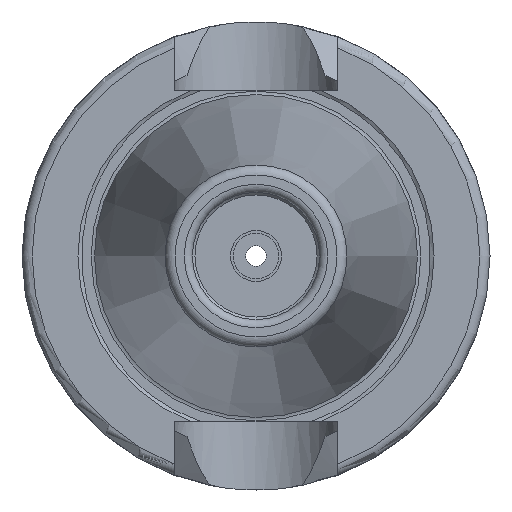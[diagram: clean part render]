
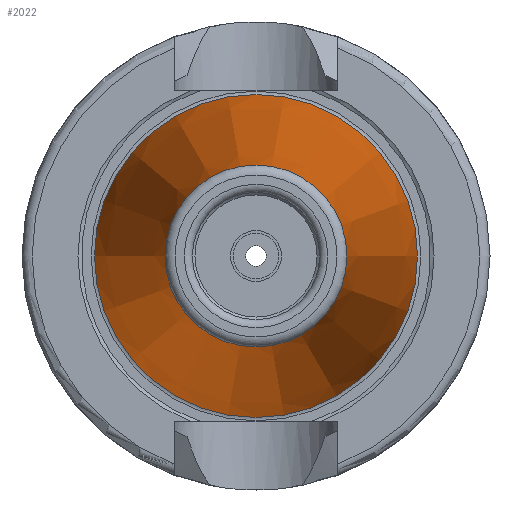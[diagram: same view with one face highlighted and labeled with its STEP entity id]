
A CAD part, left-side view. The second image highlights one B-rep face of the part: STEP entity #2022.
In plain terms, the highlighted conical face has half-angle 8.297 degrees and reference radius 12.408 mm.
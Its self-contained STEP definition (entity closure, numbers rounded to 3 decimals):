
#1988=CARTESIAN_POINT('',(-47.544,8.941,0.0));
#1989=VERTEX_POINT('',#1988);
#1990=CARTESIAN_POINT('',(-47.544,0.0,0.0));
#1991=DIRECTION('',(1.0,0.0,0.0));
#1992=DIRECTION('',(0.0,1.0,0.0));
#1993=AXIS2_PLACEMENT_3D('',#1990,#1991,#1992);
#1994=CIRCLE('',#1993,8.941);
#1995=EDGE_CURVE('',#1989,#1989,#1994,.T.);
#2003=CARTESIAN_POINT('',(-23.772,0.0,0.0));
#2004=DIRECTION('',(1.0,0.0,0.0));
#2005=DIRECTION('',(0.0,1.0,0.0));
#2006=AXIS2_PLACEMENT_3D('',#2003,#2004,#2005);
#2007=CONICAL_SURFACE('',#2006,12.408,8.297);
#2008=CARTESIAN_POINT('',(0.0,15.875,0.0));
#2009=VERTEX_POINT('',#2008);
#2010=CARTESIAN_POINT('',(0.0,0.0,0.0));
#2011=DIRECTION('',(1.0,0.0,0.0));
#2012=DIRECTION('',(0.0,1.0,0.0));
#2013=AXIS2_PLACEMENT_3D('',#2010,#2011,#2012);
#2014=CIRCLE('',#2013,15.875);
#2015=EDGE_CURVE('',#2009,#2009,#2014,.T.);
#2016=ORIENTED_EDGE('',*,*,#2015,.F.);
#2017=EDGE_LOOP('',(#2016));
#2018=FACE_OUTER_BOUND('',#2017,.T.);
#2019=ORIENTED_EDGE('',*,*,#1995,.T.);
#2020=EDGE_LOOP('',(#2019));
#2021=FACE_BOUND('',#2020,.T.);
#2022=ADVANCED_FACE('',(#2018,#2021),#2007,.T.);
